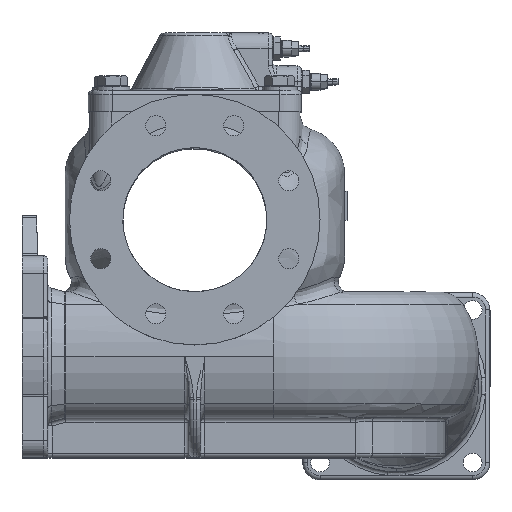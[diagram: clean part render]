
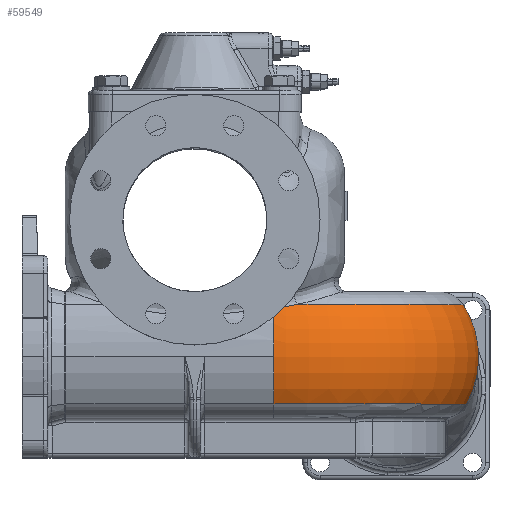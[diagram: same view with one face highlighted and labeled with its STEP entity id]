
A CAD part, top view. The second image highlights one B-rep face of the part: STEP entity #59549.
In plain terms, the highlighted toroidal (fillet/blend) face has major radius 75 mm and minor radius 67 mm.
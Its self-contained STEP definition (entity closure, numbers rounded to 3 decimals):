
#4294 = AXIS2_PLACEMENT_3D ( 'NONE', #52460, #52461, #52462 ) ;
#4505 = AXIS2_PLACEMENT_3D ( 'NONE', #58547, #58549, #58550 ) ;
#8228 = DIRECTION ( 'NONE',  ( 0., -1., 0. ) ) ;
#8234 = CARTESIAN_POINT ( 'NONE',  ( 55., -38., 0. ) ) ;
#9424 = DIRECTION ( 'NONE',  ( 0., 0., -1. ) ) ;
#10736 = AXIS2_PLACEMENT_3D ( 'NONE', #139210, #139239, #139241 ) ;
#10781 = AXIS2_PLACEMENT_3D ( 'NONE', #139242, #139245, #139247 ) ;
#10783 = AXIS2_PLACEMENT_3D ( 'NONE', #139194, #139212, #139213 ) ;
#11916 = AXIS2_PLACEMENT_3D ( 'NONE', #8234, #8228, #9424 ) ;
#36721 = EDGE_LOOP ( 'NONE', ( #115309, #120716, #120771, #120956, #120736, #120883, #120947 ) ) ;
#45570 = CIRCLE ( 'NONE', #4294, 67. ) ;
#46271 = CIRCLE ( 'NONE', #4505, 67. ) ;
#48278 = CARTESIAN_POINT ( 'NONE',  ( 55., -38., 142. ) ) ;
#48280 = CARTESIAN_POINT ( 'NONE',  ( 55., -70.802, 133.421 ) ) ;
#48578 = CARTESIAN_POINT ( 'NONE',  ( 197., -38., 0. ) ) ;
#48579 = CARTESIAN_POINT ( 'NONE',  ( 188.421, -70.802, 0. ) ) ;
#49449 = EDGE_CURVE ( 'NONE', #141573, #141171, #192072, .T. ) ;
#49454 = EDGE_CURVE ( 'NONE', #91950, #91098, #192086, .T. ) ;
#49455 = EDGE_CURVE ( 'NONE', #91097, #141169, #192091, .T. ) ;
#50783 = FACE_OUTER_BOUND ( 'NONE', #36721, .T. ) ;
#50885 = TOROIDAL_SURFACE ( 'NONE', #11916, 75., 67. ) ;
#52460 = CARTESIAN_POINT ( 'NONE',  ( 55., -38., 75. ) ) ;
#52461 = DIRECTION ( 'NONE',  ( 1., 0., 0. ) ) ;
#52462 = DIRECTION ( 'NONE',  ( 0., 0., -1. ) ) ;
#58547 = CARTESIAN_POINT ( 'NONE',  ( 130., -38., 0. ) ) ;
#58549 = DIRECTION ( 'NONE',  ( 0., 0., -1. ) ) ;
#58550 = DIRECTION ( 'NONE',  ( -1., 0., 0. ) ) ;
#59549 = ADVANCED_FACE ( 'NONE', ( #50783 ), #50885, .T. ) ;
#74361 = AXIS2_PLACEMENT_3D ( 'NONE', #102012, #102013, #102014 ) ;
#86478 = CIRCLE ( 'NONE', #74361, 67. ) ;
#91097 = VERTEX_POINT ( 'NONE', #148353 ) ;
#91098 = VERTEX_POINT ( 'NONE', #148354 ) ;
#91950 = VERTEX_POINT ( 'NONE', #149338 ) ;
#102012 = CARTESIAN_POINT ( 'NONE',  ( 130., -38., 0. ) ) ;
#102013 = DIRECTION ( 'NONE',  ( 0., 0., -1. ) ) ;
#102014 = DIRECTION ( 'NONE',  ( -1., 0., 0. ) ) ;
#102955 = B_SPLINE_CURVE_WITH_KNOTS ( 'NONE', 3,
 ( #111116, #111164, #111165, #111166, #111167, #111168, #111170, #111172, #111173, #111175, #111177, #111179 ),
 .UNSPECIFIED., .F., .F.,
 ( 4, 2, 2, 2, 2, 4 ),
 ( 0., 0.004, 0.006, 0.008, 0.012, 0.016 ),
 .UNSPECIFIED. ) ;
#111116 = CARTESIAN_POINT ( 'NONE',  ( 70.762, -1.708, 130.37 ) ) ;
#111164 = CARTESIAN_POINT ( 'NONE',  ( 69.489, -2.017, 130.725 ) ) ;
#111165 = CARTESIAN_POINT ( 'NONE',  ( 68.202, -2.307, 131.045 ) ) ;
#111166 = CARTESIAN_POINT ( 'NONE',  ( 66.254, -2.706, 131.471 ) ) ;
#111167 = CARTESIAN_POINT ( 'NONE',  ( 65.602, -2.831, 131.603 ) ) ;
#111168 = CARTESIAN_POINT ( 'NONE',  ( 64.294, -3.072, 131.85 ) ) ;
#111170 = CARTESIAN_POINT ( 'NONE',  ( 63.638, -3.187, 131.965 ) ) ;
#111172 = CARTESIAN_POINT ( 'NONE',  ( 61.66, -3.502, 132.275 ) ) ;
#111173 = CARTESIAN_POINT ( 'NONE',  ( 60.33, -3.673, 132.438 ) ) ;
#111175 = CARTESIAN_POINT ( 'NONE',  ( 57.666, -4.032, 132.731 ) ) ;
#111177 = CARTESIAN_POINT ( 'NONE',  ( 56.333, -4.22, 132.862 ) ) ;
#111179 = CARTESIAN_POINT ( 'NONE',  ( 55., -4.419, 132.977 ) ) ;
#115309 = ORIENTED_EDGE ( 'NONE', *, *, #49454, .T. ) ;
#120716 = ORIENTED_EDGE ( 'NONE', *, *, #184787, .T. ) ;
#120736 = ORIENTED_EDGE ( 'NONE', *, *, #49449, .F. ) ;
#120771 = ORIENTED_EDGE ( 'NONE', *, *, #49455, .T. ) ;
#120883 = ORIENTED_EDGE ( 'NONE', *, *, #147185, .F. ) ;
#120947 = ORIENTED_EDGE ( 'NONE', *, *, #183906, .F. ) ;
#120956 = ORIENTED_EDGE ( 'NONE', *, *, #146957, .T. ) ;
#139194 = CARTESIAN_POINT ( 'NONE',  ( 55., -70.802, 0. ) ) ;
#139210 = CARTESIAN_POINT ( 'NONE',  ( 55., -1.708, 0. ) ) ;
#139212 = DIRECTION ( 'NONE',  ( 0., -1., 0. ) ) ;
#139213 = DIRECTION ( 'NONE',  ( 0., 0., -1. ) ) ;
#139239 = DIRECTION ( 'NONE',  ( 0., -1., 0. ) ) ;
#139241 = DIRECTION ( 'NONE',  ( 0., 0., -1. ) ) ;
#139242 = CARTESIAN_POINT ( 'NONE',  ( 55., -38., 75. ) ) ;
#139245 = DIRECTION ( 'NONE',  ( 1., 0., 0. ) ) ;
#139247 = DIRECTION ( 'NONE',  ( 0., 0., -1. ) ) ;
#141169 = VERTEX_POINT ( 'NONE', #48278 ) ;
#141171 = VERTEX_POINT ( 'NONE', #48280 ) ;
#141572 = VERTEX_POINT ( 'NONE', #48578 ) ;
#141573 = VERTEX_POINT ( 'NONE', #48579 ) ;
#146957 = EDGE_CURVE ( 'NONE', #141169, #141171, #45570, .T. ) ;
#147185 = EDGE_CURVE ( 'NONE', #141572, #141573, #46271, .T. ) ;
#148353 = CARTESIAN_POINT ( 'NONE',  ( 55., -4.419, 132.977 ) ) ;
#148354 = CARTESIAN_POINT ( 'NONE',  ( 70.762, -1.708, 130.37 ) ) ;
#149338 = CARTESIAN_POINT ( 'NONE',  ( 186.32, -1.708, 0. ) ) ;
#183906 = EDGE_CURVE ( 'NONE', #91950, #141572, #86478, .T. ) ;
#184787 = EDGE_CURVE ( 'NONE', #91098, #91097, #102955, .T. ) ;
#192072 = CIRCLE ( 'NONE', #10783, 133.421 ) ;
#192086 = CIRCLE ( 'NONE', #10736, 131.32 ) ;
#192091 = CIRCLE ( 'NONE', #10781, 67. ) ;
